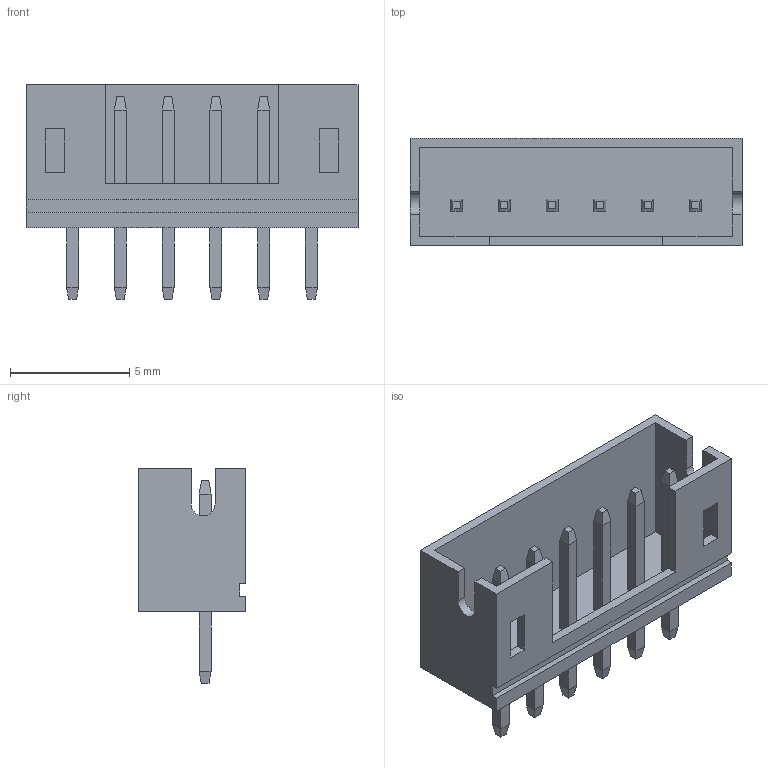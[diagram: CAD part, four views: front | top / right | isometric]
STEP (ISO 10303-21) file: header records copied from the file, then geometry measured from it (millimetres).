
FILE_DESCRIPTION(('FreeCAD Model'),'2;1');
FILE_NAME( 'User Library-b6b-ph-ks.step', '2017-01-13T09:52:19',('kicad StepUp'),('ksu MCAD'), 'Open CASCADE STEP processor 6.8','FreeCAD','Unknown');
FILE_SCHEMA(('AUTOMOTIVE_DESIGN_CC2 { 1 2 10303 214 -1 1 5 4 }'));
Length unit declared in the file: millimetre
Products named in the file (2): ASSEMBLY; User_Library-b6b-ph-ks
Assembly tree (1 placements, depth 2):
  ASSEMBLY
    User_Library-b6b-ph-ks
Bounding box: 13.9 x 4.5 x 9 mm (x, y, z)
Volume: 99 mm3; surface area: 570.7 mm2
Topology: 1 solids, 1 shells, 142 faces, 336 edges, 208 vertices
Faces by surface type: plane 140, cylinder 2
Entity records: 9525 total; most frequent: CARTESIAN_POINT 1564, DIRECTION 1290, LINE 992, VECTOR 992, ORIENTED_EDGE 672, PCURVE 672, DEFINITIONAL_REPRESENTATION 672, EDGE_CURVE 336
